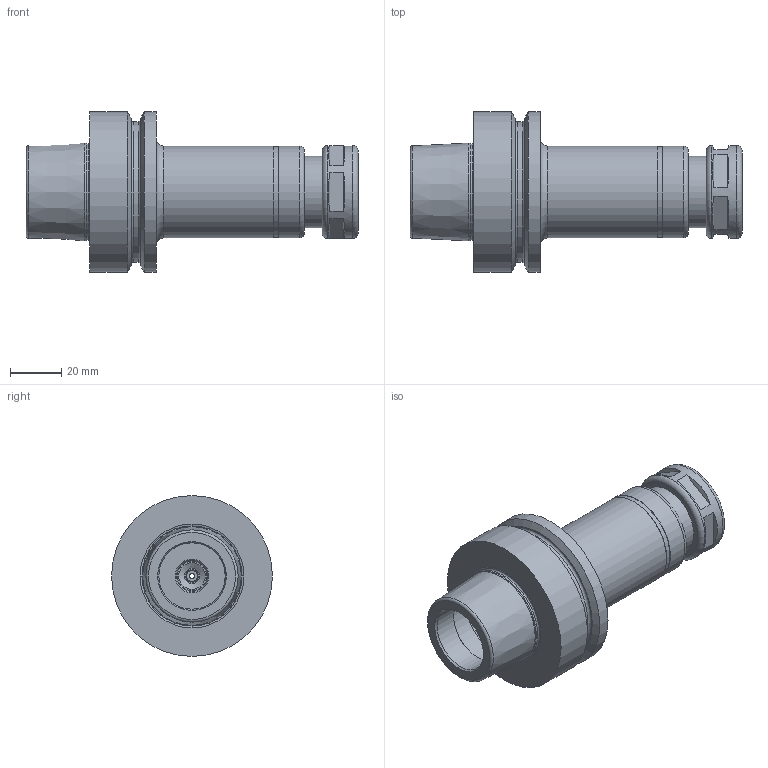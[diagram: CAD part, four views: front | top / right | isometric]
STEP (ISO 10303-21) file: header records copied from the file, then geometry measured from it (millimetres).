
FILE_DESCRIPTION((''),'2;1');
FILE_NAME('536065116105 HSK63F-HDC16A-105-3D.stp','2023-02-02T09:20:21',('nttooll'),(''),'Autodesk Inventor 2012','Autodesk Inventor 2012','');
FILE_SCHEMA(('AUTOMOTIVE_DESIGN { 1 0 10303 214 1 1 1 1 }'));
Length unit declared in the file: millimetre
Products named in the file (1): 536065116105 HSK63F-HDC16A-105-3D
Bounding box: 130 x 63 x 63 mm (x, y, z)
Volume: 139589.8 mm3; surface area: 33811.3 mm2
Topology: 1 solids, 1 shells, 102 faces, 181 edges, 110 vertices
Faces by surface type: plane 44, cylinder 29, cone 17, torus 12
Full cylindrical faces by diameter (mm): 2 x1, 4.5 x1, 5 x1, 6 x1, 12 x1, 12.8 x1, 13.319 x1, 15.8 x1, 15.9 x1, 16.3 x1, 17 x2, 17.5 x1, 20 x1, 22.1 x1, 24.5 x1, 26 x2, 28 x2, 32 x1, 35.6 x1, 36 x2, 36.3 x1, 37.9 x1, 55 x1, 63 x2
Entity records: 2182 total; most frequent: DIRECTION 422, CARTESIAN_POINT 331, ORIENTED_EDGE 240, AXIS2_PLACEMENT_3D 199, EDGE_LOOP 192, EDGE_CURVE 120, VERTEX_POINT 108, FACE_OUTER_BOUND 102
